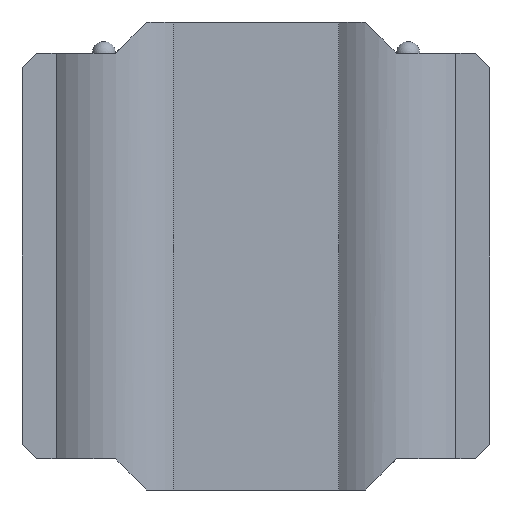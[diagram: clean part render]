
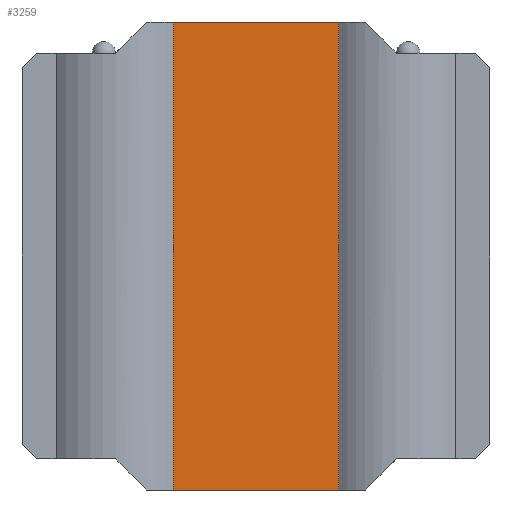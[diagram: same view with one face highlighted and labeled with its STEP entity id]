
A CAD part, front view. The second image highlights one B-rep face of the part: STEP entity #3259.
In plain terms, the highlighted planar face has unit normal (0, -1, 0).
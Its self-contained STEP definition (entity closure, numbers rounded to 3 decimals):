
#21 = LINE ( 'NONE', #2331, #1494 ) ;
#133 = LINE ( 'NONE', #3380, #399 ) ;
#201 = ORIENTED_EDGE ( 'NONE', *, *, #3421, .T. ) ;
#288 = EDGE_CURVE ( 'NONE', #1682, #499, #21, .T. ) ;
#325 = DIRECTION ( 'NONE',  ( 0., 0., 1. ) ) ;
#399 = VECTOR ( 'NONE', #2112, 1000. ) ;
#499 = VERTEX_POINT ( 'NONE', #3347 ) ;
#526 = ORIENTED_EDGE ( 'NONE', *, *, #3743, .F. ) ;
#672 = VERTEX_POINT ( 'NONE', #2989 ) ;
#706 = LINE ( 'NONE', #1971, #3442 ) ;
#768 = DIRECTION ( 'NONE',  ( 0., 0., 1. ) ) ;
#983 = CARTESIAN_POINT ( 'NONE',  ( -0.425, 0.12, -1.2 ) ) ;
#1135 = ORIENTED_EDGE ( 'NONE', *, *, #1183, .F. ) ;
#1183 = EDGE_CURVE ( 'NONE', #499, #672, #133, .T. ) ;
#1458 = EDGE_LOOP ( 'NONE', ( #1135, #3673, #526, #201 ) ) ;
#1494 = VECTOR ( 'NONE', #2275, 1000. ) ;
#1682 = VERTEX_POINT ( 'NONE', #983 ) ;
#1691 = DIRECTION ( 'NONE',  ( -1., 0., 0. ) ) ;
#1945 = VECTOR ( 'NONE', #1691, 1000. ) ;
#1971 = CARTESIAN_POINT ( 'NONE',  ( 0.425, 0.12, -1.2 ) ) ;
#1988 = VERTEX_POINT ( 'NONE', #2711 ) ;
#2084 = PLANE ( 'NONE',  #3716 ) ;
#2112 = DIRECTION ( 'NONE',  ( 1., 0., 0. ) ) ;
#2275 = DIRECTION ( 'NONE',  ( 0., 0., 1. ) ) ;
#2331 = CARTESIAN_POINT ( 'NONE',  ( -0.425, 0.12, -1.2 ) ) ;
#2711 = CARTESIAN_POINT ( 'NONE',  ( 0.425, 0.12, -1.2 ) ) ;
#2757 = CARTESIAN_POINT ( 'NONE',  ( 0., 0.12, 0. ) ) ;
#2989 = CARTESIAN_POINT ( 'NONE',  ( 0.425, 0.12, 1.2 ) ) ;
#3108 = FACE_OUTER_BOUND ( 'NONE', #1458, .T. ) ;
#3259 = ADVANCED_FACE ( 'NONE', ( #3108 ), #2084, .F. ) ;
#3347 = CARTESIAN_POINT ( 'NONE',  ( -0.425, 0.12, 1.2 ) ) ;
#3380 = CARTESIAN_POINT ( 'NONE',  ( -0.56, 0.12, 1.2 ) ) ;
#3421 = EDGE_CURVE ( 'NONE', #1988, #672, #706, .T. ) ;
#3440 = DIRECTION ( 'NONE',  ( 0., 1., 0. ) ) ;
#3442 = VECTOR ( 'NONE', #325, 1000. ) ;
#3673 = ORIENTED_EDGE ( 'NONE', *, *, #288, .F. ) ;
#3716 = AXIS2_PLACEMENT_3D ( 'NONE', #2757, #3440, #768 ) ;
#3732 = LINE ( 'NONE', #4009, #1945 ) ;
#3743 = EDGE_CURVE ( 'NONE', #1988, #1682, #3732, .T. ) ;
#4009 = CARTESIAN_POINT ( 'NONE',  ( 0.56, 0.12, -1.2 ) ) ;
